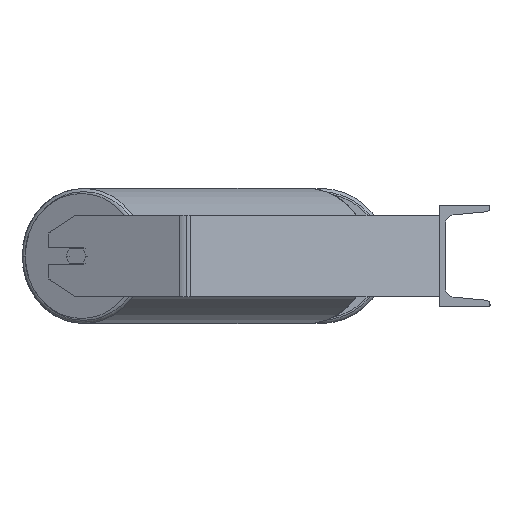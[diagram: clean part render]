
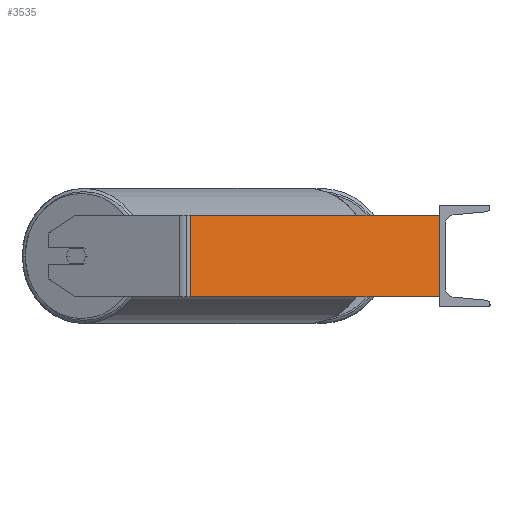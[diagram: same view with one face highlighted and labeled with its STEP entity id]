
A CAD part, left-side view. The second image highlights one B-rep face of the part: STEP entity #3535.
In plain terms, the highlighted planar face has unit normal (-0.966, -0.259, 0).
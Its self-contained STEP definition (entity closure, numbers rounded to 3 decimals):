
#465 = AXIS2_PLACEMENT_3D ( 'NONE', #2938, #3569, #6401 ) ;
#498 = LINE ( 'NONE', #3256, #5120 ) ;
#550 = CARTESIAN_POINT ( 'NONE',  ( -785., 0., -40. ) ) ;
#800 = LINE ( 'NONE', #3453, #3404 ) ;
#1033 = LINE ( 'NONE', #3839, #3169 ) ;
#1269 = DIRECTION ( 'NONE',  ( 0., 0., -1. ) ) ;
#1339 = CARTESIAN_POINT ( 'NONE',  ( -785., 0., 40. ) ) ;
#1567 = ORIENTED_EDGE ( 'NONE', *, *, #7726, .F. ) ;
#2000 = DIRECTION ( 'NONE',  ( 0., 0., -1. ) ) ;
#2920 = ORIENTED_EDGE ( 'NONE', *, *, #4414, .F. ) ;
#2922 = DIRECTION ( 'NONE',  ( 0.259, -0.966, 0. ) ) ;
#2938 = CARTESIAN_POINT ( 'NONE',  ( -852.032, 250.167, 40. ) ) ;
#3149 = EDGE_CURVE ( 'NONE', #5429, #7431, #498, .T. ) ;
#3169 = VECTOR ( 'NONE', #1269, 1000. ) ;
#3256 = CARTESIAN_POINT ( 'NONE',  ( -852.032, 250.167, -40. ) ) ;
#3404 = VECTOR ( 'NONE', #2922, 1000. ) ;
#3453 = CARTESIAN_POINT ( 'NONE',  ( -852.032, 250.167, 40. ) ) ;
#3535 = ADVANCED_FACE ( 'NONE', ( #8576 ), #7193, .F. ) ;
#3569 = DIRECTION ( 'NONE',  ( 0.966, 0.259, 0. ) ) ;
#3742 = ORIENTED_EDGE ( 'NONE', *, *, #3149, .T. ) ;
#3839 = CARTESIAN_POINT ( 'NONE',  ( -850.525, 244.542, 40. ) ) ;
#3841 = CARTESIAN_POINT ( 'NONE',  ( -850.525, 244.542, -40. ) ) ;
#4190 = CARTESIAN_POINT ( 'NONE',  ( -785., 0., 40. ) ) ;
#4414 = EDGE_CURVE ( 'NONE', #4843, #6295, #800, .T. ) ;
#4843 = VERTEX_POINT ( 'NONE', #6567 ) ;
#5120 = VECTOR ( 'NONE', #8995, 1000. ) ;
#5429 = VERTEX_POINT ( 'NONE', #3841 ) ;
#6295 = VERTEX_POINT ( 'NONE', #4190 ) ;
#6401 = DIRECTION ( 'NONE',  ( -0.259, 0.966, 0. ) ) ;
#6567 = CARTESIAN_POINT ( 'NONE',  ( -850.525, 244.542, 40. ) ) ;
#6694 = ORIENTED_EDGE ( 'NONE', *, *, #8793, .T. ) ;
#7193 = PLANE ( 'NONE',  #465 ) ;
#7284 = VECTOR ( 'NONE', #2000, 1000. ) ;
#7431 = VERTEX_POINT ( 'NONE', #550 ) ;
#7432 = EDGE_LOOP ( 'NONE', ( #3742, #1567, #2920, #6694 ) ) ;
#7726 = EDGE_CURVE ( 'NONE', #6295, #7431, #8325, .T. ) ;
#8325 = LINE ( 'NONE', #1339, #7284 ) ;
#8576 = FACE_OUTER_BOUND ( 'NONE', #7432, .T. ) ;
#8793 = EDGE_CURVE ( 'NONE', #4843, #5429, #1033, .T. ) ;
#8995 = DIRECTION ( 'NONE',  ( 0.259, -0.966, 0. ) ) ;
